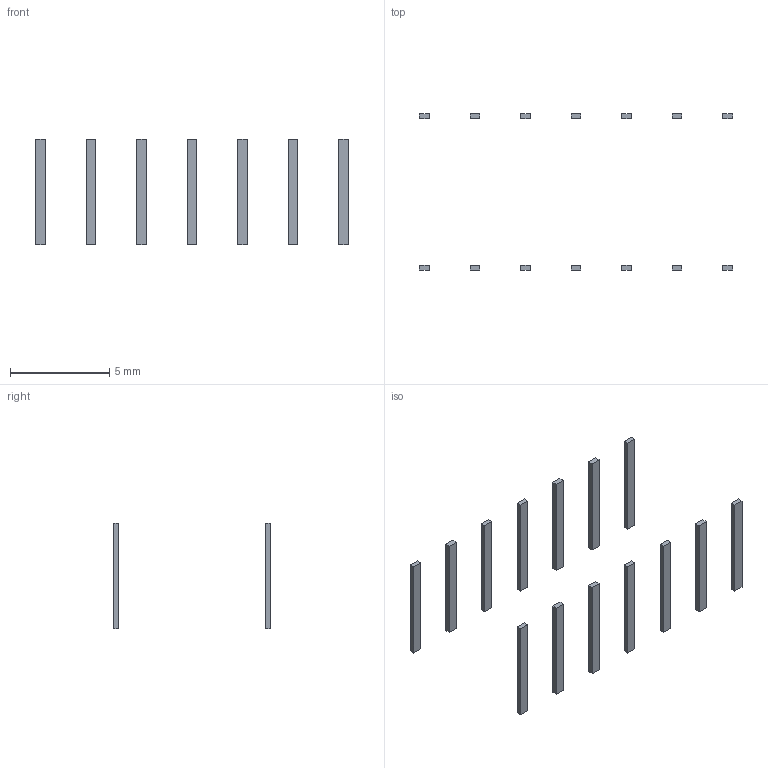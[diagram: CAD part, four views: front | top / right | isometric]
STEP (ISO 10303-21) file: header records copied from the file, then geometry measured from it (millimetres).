
FILE_DESCRIPTION(('FreeCAD Model'),'2;1');
FILE_NAME('Open CASCADE Shape Model','2021-10-17T05:04:48',('Author'),( ''),'Open CASCADE STEP processor 7.5','FreeCAD','Unknown');
FILE_SCHEMA(('AUTOMOTIVE_DESIGN { 1 0 10303 214 1 1 1 1 }'));
Length unit declared in the file: millimetre
Products named in the file (1): Matrix_Union
Bounding box: 15.74 x 7.87 x 5.3 mm (x, y, z)
Volume: 9.3 mm3; surface area: 114.8 mm2
Topology: 14 solids, 14 shells, 84 faces, 168 edges, 112 vertices
Faces by surface type: plane 84
Entity records: 2245 total; most frequent: CARTESIAN_POINT 365, DIRECTION 338, ORIENTED_EDGE 336, EDGE_CURVE 168, LINE 168, VECTOR 168, VERTEX_POINT 112, AXIS2_PLACEMENT_3D 85
